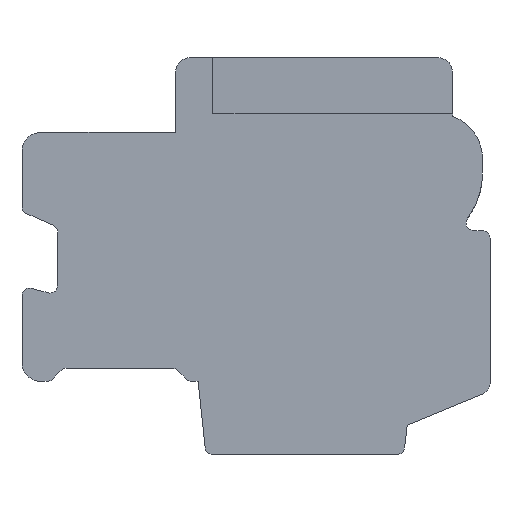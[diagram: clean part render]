
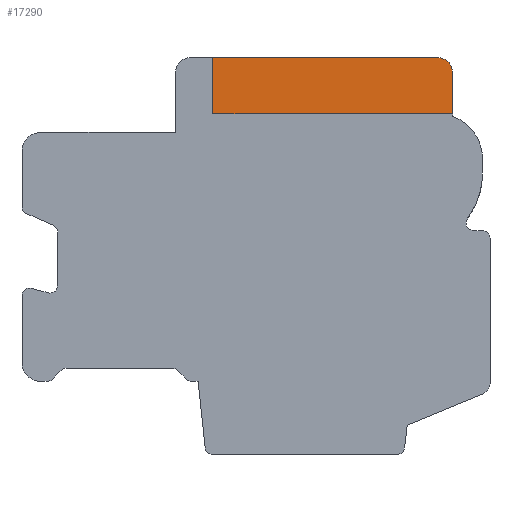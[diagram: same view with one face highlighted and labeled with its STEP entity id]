
A CAD part, front view. The second image highlights one B-rep face of the part: STEP entity #17290.
In plain terms, the highlighted planar face has unit normal (0, -1, 0).
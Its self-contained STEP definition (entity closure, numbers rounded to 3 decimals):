
#57=DIRECTION('',(-1.,0.,0.));
#58=VECTOR('',#57,6.);
#59=CARTESIAN_POINT('',(4.85,-98.5,5.3));
#60=LINE('',#59,#58);
#1109=CARTESIAN_POINT('',(4.85,-98.5,4.9));
#1110=DIRECTION('',(0.,1.,0.));
#1111=DIRECTION('',(0.,0.,1.));
#1112=AXIS2_PLACEMENT_3D('',#1109,#1110,#1111);
#1166=DIRECTION('',(0.,0.,-1.));
#1167=VECTOR('',#1166,1.1);
#1168=CARTESIAN_POINT('',(5.25,-98.5,4.9));
#1169=LINE('',#1168,#1167);
#5182=DIRECTION('',(0.,0.,1.));
#5183=VECTOR('',#5182,1.5);
#5184=CARTESIAN_POINT('',(-1.15,-98.5,3.8));
#5185=LINE('',#5184,#5183);
#5190=DIRECTION('',(-1.,0.,0.));
#5191=VECTOR('',#5190,6.4);
#5192=CARTESIAN_POINT('',(5.25,-98.5,3.8));
#5193=LINE('',#5192,#5191);
#11203=CARTESIAN_POINT('',(-1.15,-98.5,5.3));
#11205=VERTEX_POINT('',#11203);
#11207=CARTESIAN_POINT('',(4.85,-98.5,5.3));
#11208=VERTEX_POINT('',#11207);
#11209=CARTESIAN_POINT('',(5.25,-98.5,4.9));
#11210=VERTEX_POINT('',#11209);
#11211=CARTESIAN_POINT('',(5.25,-98.5,3.8));
#11212=VERTEX_POINT('',#11211);
#11215=CARTESIAN_POINT('',(-1.15,-98.5,3.8));
#11216=VERTEX_POINT('',#11215);
#17277=CARTESIAN_POINT('',(5.25,-98.5,3.8));
#17278=DIRECTION('',(0.,1.,0.));
#17279=DIRECTION('',(0.,0.,1.));
#17280=AXIS2_PLACEMENT_3D('',#17277,#17278,#17279);
#17281=PLANE('',#17280);
#17282=ORIENTED_EDGE('',*,*,#12193,.F.);
#17283=ORIENTED_EDGE('',*,*,#13240,.T.);
#17284=ORIENTED_EDGE('',*,*,#13314,.T.);
#17286=ORIENTED_EDGE('',*,*,#17285,.T.);
#17287=ORIENTED_EDGE('',*,*,#17269,.T.);
#17288=EDGE_LOOP('',(#17282,#17283,#17284,#17286,#17287));
#17289=FACE_OUTER_BOUND('',#17288,.F.);
#17290=ADVANCED_FACE('',(#17289),#17281,.F.);
#1113=CIRCLE('',#1112,0.4);
#12193=EDGE_CURVE('',#11208,#11205,#60,.T.);
#13240=EDGE_CURVE('',#11208,#11210,#1113,.T.);
#13314=EDGE_CURVE('',#11210,#11212,#1169,.T.);
#17269=EDGE_CURVE('',#11216,#11205,#5185,.T.);
#17285=EDGE_CURVE('',#11212,#11216,#5193,.T.);
